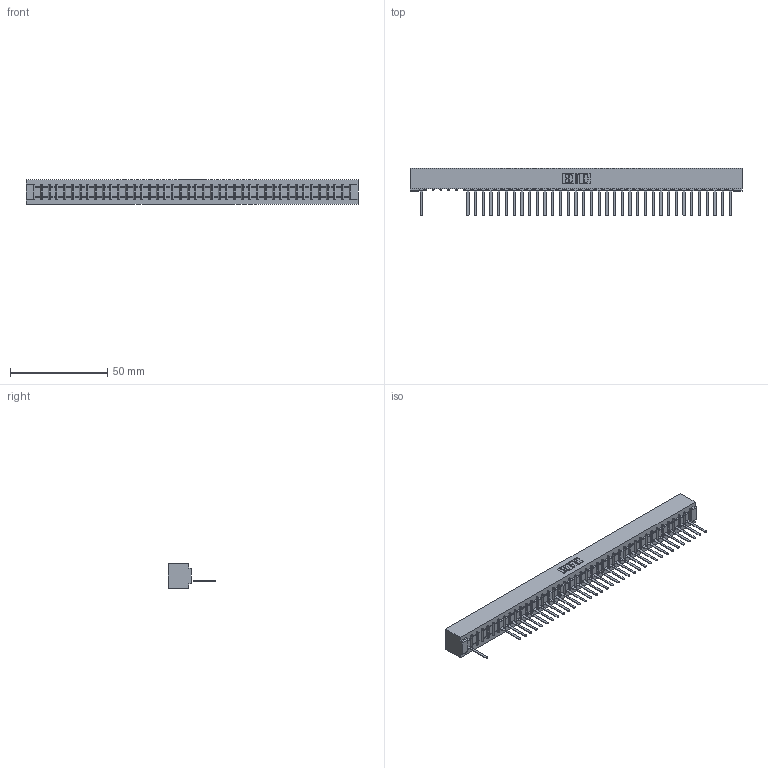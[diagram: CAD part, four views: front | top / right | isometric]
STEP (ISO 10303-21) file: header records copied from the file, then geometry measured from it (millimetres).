
FILE_DESCRIPTION (( 'STEP AP203' ), '1' );
FILE_NAME ('357-041-541-101.STEP', '2018-08-11T07:09:32', ( '' ), ( '' ), 'SwSTEP 2.0', 'SolidWorks 2016', '' );
FILE_SCHEMA (( 'CONFIG_CONTROL_DESIGN' ));
Length unit declared in the file: inch
Products named in the file (3): 307 Part_No Mounting Lugs; 307-290-002_541; 357-041-541-101
Assembly tree (37 placements, depth 2):
  357-041-541-101
    307 Part_No Mounting Lugs
    307-290-002_541  x36
Bounding box: 170.33 x 24.59 x 12.7 mm (x, y, z)
Volume: 18734.9 mm3; surface area: 23611.2 mm2
Topology: 37 solids, 37 shells, 2916 faces, 8971 edges, 5866 vertices
Faces by surface type: plane 1746, cylinder 1086, sphere 84
Entity records: 35552 total; most frequent: CARTESIAN_POINT 6019, ORIENTED_EDGE 6014, DIRECTION 5841, EDGE_CURVE 3007, LINE 2305, VECTOR 2305, VERTEX_POINT 1946, AXIS2_PLACEMENT_3D 1768
